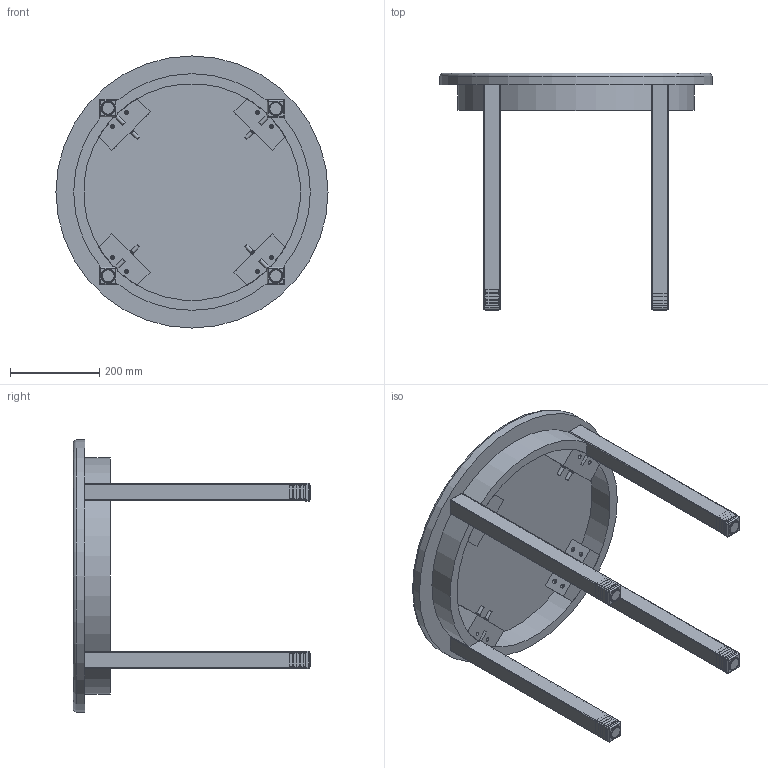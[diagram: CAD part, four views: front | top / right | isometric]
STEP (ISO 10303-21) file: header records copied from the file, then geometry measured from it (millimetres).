
FILE_DESCRIPTION(/* description */ (''),/* implementation_level */ '2;1');
FILE_NAME(/* name */ 'KOT24R.stp',/* time_stamp */ '2016-06-22T11:42:36-04:00',/* author */ ('emerkel'),/* organization */ (''),/* preprocessor_version */ 'ST-DEVELOPER v16.1',/* originating_system */ 'Autodesk Inventor 2016',/* authorisation */ '');
FILE_SCHEMA (('AUTOMOTIVE_DESIGN { 1 0 10303 214 3 1 1 }'));
Length unit declared in the file: inch
Products named in the file (14): KOT24R TOP; KOT24R TOP_1; KOT 19.5-1 BRZ; LEG CAP 1.5-1-B; 8X2.25 QUAD DT; TBL24 RND-01-A; CB KOT24R-A; 10X2 PH; KOT24R APR ASM-A; 5-16 WASHER; 5-16X.18 LK NUT; GLD BLK 5-16; LEG CAP 1.5-1-B_1; KOT24R-A
Assembly tree (61 placements, depth 3):
  KOT24R-A
    KOT24R TOP_1
      KOT24R TOP
    KOT 19.5-1 BRZ  x4
    LEG CAP 1.5-1-B_1  x4
      LEG CAP 1.5-1-B
      GLD BLK 5-16
    8X2.25 QUAD DT  x8
    KOT24R APR ASM-A
      TBL24 RND-01-A  x4
      CB KOT24R-A  x4
      10X2 PH  x16
    5-16 WASHER  x8
    5-16X.18 LK NUT  x8
Bounding box: 609.6 x 531.45 x 609.6 mm (x, y, z)
Volume: 11347323.1 mm3; surface area: 1729388.4 mm2
Topology: 77 solids, 85 shells, 4072 faces, 8957 edges, 5155 vertices
Faces by surface type: plane 1270, cylinder 1045, torus 697, bspline 556, cone 408, sphere 96
Full cylindrical faces by diameter (mm): 2.381 x8, 4.166 x8, 4.762 x16, 4.826 x16, 6.401 x16, 6.528 x8, 7.925 x8, 7.937 x28, 7.938 x8, 8.001 x4, 8.179 x8, 8.636 x4, 8.731 x8, 8.89 x8, 9.271 x4, 9.398 x8, 9.525 x16, 11.112 x8, 12.7 x8, 22.225 x8, 22.987 x8, 609.6 x1
Entity records: 35169 total; most frequent: CARTESIAN_POINT 16994, ORIENTED_EDGE 3630, DIRECTION 3607, EDGE_CURVE 1817, AXIS2_PLACEMENT_3D 1472, VERTEX_POINT 1042, EDGE_LOOP 993, FACE_OUTER_BOUND 883
